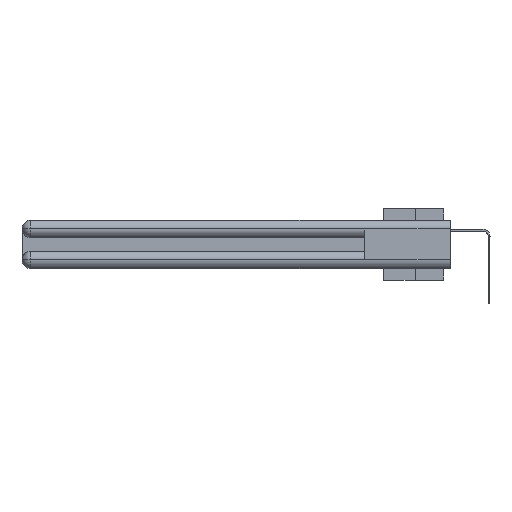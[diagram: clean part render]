
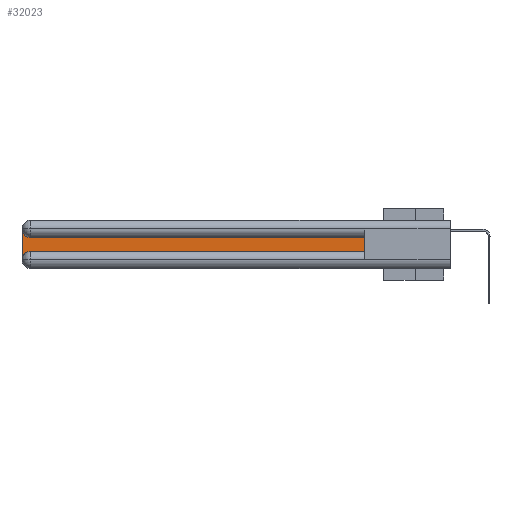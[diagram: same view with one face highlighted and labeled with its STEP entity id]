
A CAD part, left-side view. The second image highlights one B-rep face of the part: STEP entity #32023.
In plain terms, the highlighted planar face has unit normal (-1, 0, 0).
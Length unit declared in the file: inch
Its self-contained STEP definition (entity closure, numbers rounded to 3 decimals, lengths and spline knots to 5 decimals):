
#424 = DIRECTION ( 'NONE',  ( 0., -1., 0. ) ) ;
#739 = AXIS2_PLACEMENT_3D ( 'NONE', #7371, #17265, #29800 ) ;
#904 = LINE ( 'NONE', #23431, #6870 ) ;
#1761 = FACE_OUTER_BOUND ( 'NONE', #10139, .T. ) ;
#1958 = CARTESIAN_POINT ( 'NONE',  ( 0.075, 2.94, -0.2775 ) ) ;
#2251 = DIRECTION ( 'NONE',  ( 1., 0., 0. ) ) ;
#2509 = DIRECTION ( 'NONE',  ( 0., 0., 1. ) ) ;
#3301 = EDGE_CURVE ( 'NONE', #10248, #14332, #11648, .T. ) ;
#3701 = EDGE_CURVE ( 'NONE', #31855, #23870, #10399, .T. ) ;
#3808 = CARTESIAN_POINT ( 'NONE',  ( 0.075, 3., -0.0625 ) ) ;
#4156 = CARTESIAN_POINT ( 'NONE',  ( 0.075, 0.6, -0.1225 ) ) ;
#5174 = CARTESIAN_POINT ( 'NONE',  ( 0.075, 3., -0.2175 ) ) ;
#5424 = LINE ( 'NONE', #15746, #15347 ) ;
#6870 = VECTOR ( 'NONE', #10889, 39.37008 ) ;
#7371 = CARTESIAN_POINT ( 'NONE',  ( 0.075, 3., -0.1225 ) ) ;
#7852 = CARTESIAN_POINT ( 'NONE',  ( 0.075, 3., -0.2775 ) ) ;
#8267 = EDGE_CURVE ( 'NONE', #23870, #10248, #11756, .T. ) ;
#9960 = ORIENTED_EDGE ( 'NONE', *, *, #3301, .T. ) ;
#10139 = EDGE_LOOP ( 'NONE', ( #32673, #27795, #23976, #9960, #26221, #27602 ) ) ;
#10248 = VERTEX_POINT ( 'NONE', #7852 ) ;
#10399 = CIRCLE ( 'NONE', #28966, 0.06 ) ;
#10547 = VECTOR ( 'NONE', #2509, 39.37008 ) ;
#10889 = DIRECTION ( 'NONE',  ( 0., 1., 0. ) ) ;
#11648 = CIRCLE ( 'NONE', #26210, 0.06 ) ;
#11756 = LINE ( 'NONE', #5174, #16095 ) ;
#11898 = VERTEX_POINT ( 'NONE', #4156 ) ;
#12611 = DIRECTION ( 'NONE',  ( 0., 0., -1. ) ) ;
#14332 = VERTEX_POINT ( 'NONE', #30455 ) ;
#15347 = VECTOR ( 'NONE', #424, 39.37008 ) ;
#15746 = CARTESIAN_POINT ( 'NONE',  ( 0.075, 0.6, -0.2175 ) ) ;
#16095 = VECTOR ( 'NONE', #12611, 39.37008 ) ;
#17265 = DIRECTION ( 'NONE',  ( 1., 0., 0. ) ) ;
#17341 = DIRECTION ( 'NONE',  ( 0., 0., -1. ) ) ;
#17723 = CARTESIAN_POINT ( 'NONE',  ( 0.075, 0.6, -0.2175 ) ) ;
#18406 = EDGE_CURVE ( 'NONE', #14332, #23031, #5424, .T. ) ;
#19716 = PLANE ( 'NONE',  #739 ) ;
#20054 = DIRECTION ( 'NONE',  ( 1., 0., 0. ) ) ;
#20086 = LINE ( 'NONE', #25060, #10547 ) ;
#20195 = EDGE_CURVE ( 'NONE', #23031, #11898, #20086, .T. ) ;
#21832 = CARTESIAN_POINT ( 'NONE',  ( 0.075, 2.94, -0.1225 ) ) ;
#22348 = CARTESIAN_POINT ( 'NONE',  ( 0.075, 2.94, -0.0625 ) ) ;
#22472 = EDGE_CURVE ( 'NONE', #11898, #31855, #904, .T. ) ;
#23024 = DIRECTION ( 'NONE',  ( 0., 0., -1. ) ) ;
#23031 = VERTEX_POINT ( 'NONE', #17723 ) ;
#23431 = CARTESIAN_POINT ( 'NONE',  ( 0.075, 0.6, -0.1225 ) ) ;
#23870 = VERTEX_POINT ( 'NONE', #3808 ) ;
#23976 = ORIENTED_EDGE ( 'NONE', *, *, #8267, .T. ) ;
#25060 = CARTESIAN_POINT ( 'NONE',  ( 0.075, 0.6, -0.2175 ) ) ;
#26210 = AXIS2_PLACEMENT_3D ( 'NONE', #1958, #20054, #23024 ) ;
#26221 = ORIENTED_EDGE ( 'NONE', *, *, #18406, .T. ) ;
#27602 = ORIENTED_EDGE ( 'NONE', *, *, #20195, .T. ) ;
#27795 = ORIENTED_EDGE ( 'NONE', *, *, #3701, .T. ) ;
#28966 = AXIS2_PLACEMENT_3D ( 'NONE', #22348, #2251, #17341 ) ;
#29800 = DIRECTION ( 'NONE',  ( 0., 0., -1. ) ) ;
#30455 = CARTESIAN_POINT ( 'NONE',  ( 0.075, 2.94, -0.2175 ) ) ;
#31855 = VERTEX_POINT ( 'NONE', #21832 ) ;
#32023 = ADVANCED_FACE ( 'NONE', ( #1761 ), #19716, .F. ) ;
#32673 = ORIENTED_EDGE ( 'NONE', *, *, #22472, .T. ) ;
